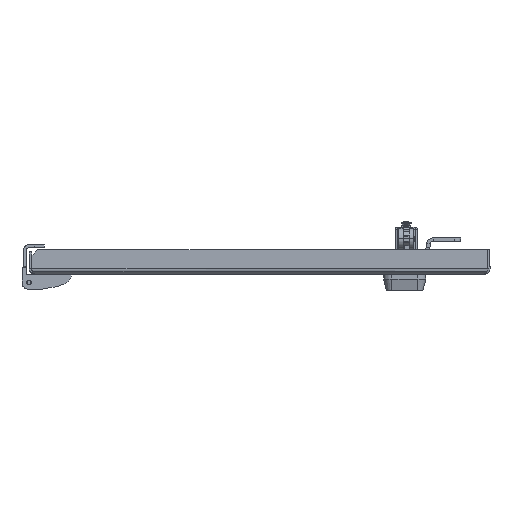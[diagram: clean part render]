
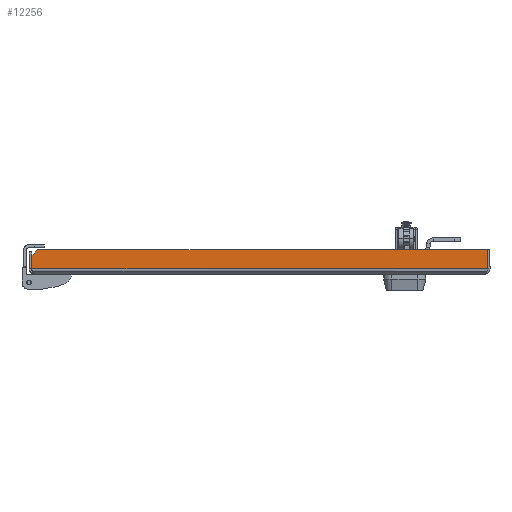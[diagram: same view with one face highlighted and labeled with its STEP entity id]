
A CAD part, left-side view. The second image highlights one B-rep face of the part: STEP entity #12256.
In plain terms, the highlighted planar face has unit normal (-1, 0, 0).
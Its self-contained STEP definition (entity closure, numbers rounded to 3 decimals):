
#189 = CARTESIAN_POINT ( 'NONE',  ( 0., -7.141, 19. ) ) ;
#234 = ORIENTED_EDGE ( 'NONE', *, *, #8357, .F. ) ;
#822 = LINE ( 'NONE', #1000, #7598 ) ;
#1000 = CARTESIAN_POINT ( 'NONE',  ( 0., 0., 19. ) ) ;
#1304 = EDGE_CURVE ( 'NONE', #14029, #18029, #822, .T. ) ;
#1489 = EDGE_LOOP ( 'NONE', ( #12908, #5223, #234, #3958, #13348 ) ) ;
#2384 = LINE ( 'NONE', #17171, #12418 ) ;
#3026 = CARTESIAN_POINT ( 'NONE',  ( 0., -389.359, 2.7 ) ) ;
#3258 = VERTEX_POINT ( 'NONE', #10026 ) ;
#3527 = VECTOR ( 'NONE', #18682, 1000. ) ;
#3958 = ORIENTED_EDGE ( 'NONE', *, *, #7036, .F. ) ;
#4160 = CARTESIAN_POINT ( 'NONE',  ( 0., -2.141, 2.7 ) ) ;
#4396 = EDGE_CURVE ( 'NONE', #19264, #14029, #13619, .T. ) ;
#4838 = VECTOR ( 'NONE', #10521, 1000. ) ;
#5095 = LINE ( 'NONE', #7940, #17400 ) ;
#5223 = ORIENTED_EDGE ( 'NONE', *, *, #10910, .T. ) ;
#6232 = FACE_OUTER_BOUND ( 'NONE', #1489, .T. ) ;
#6329 = CARTESIAN_POINT ( 'NONE',  ( 0., -389.359, 2.7 ) ) ;
#7036 = EDGE_CURVE ( 'NONE', #19264, #7573, #5095, .T. ) ;
#7573 = VERTEX_POINT ( 'NONE', #4160 ) ;
#7598 = VECTOR ( 'NONE', #9977, 1000. ) ;
#7607 = PLANE ( 'NONE',  #8600 ) ;
#7940 = CARTESIAN_POINT ( 'NONE',  ( 0., 0., 2.7 ) ) ;
#8357 = EDGE_CURVE ( 'NONE', #7573, #3258, #2384, .T. ) ;
#8600 = AXIS2_PLACEMENT_3D ( 'NONE', #13623, #16845, #16465 ) ;
#9447 = LINE ( 'NONE', #15571, #3527 ) ;
#9977 = DIRECTION ( 'NONE',  ( 0., 1., 0. ) ) ;
#10026 = CARTESIAN_POINT ( 'NONE',  ( 0., -2.141, 14. ) ) ;
#10195 = CARTESIAN_POINT ( 'NONE',  ( 0., -389.359, 19. ) ) ;
#10521 = DIRECTION ( 'NONE',  ( 0., 0., 1. ) ) ;
#10910 = EDGE_CURVE ( 'NONE', #18029, #3258, #9447, .T. ) ;
#11046 = DIRECTION ( 'NONE',  ( 0., 1., 0. ) ) ;
#12256 = ADVANCED_FACE ( 'NONE', ( #6232 ), #7607, .F. ) ;
#12418 = VECTOR ( 'NONE', #13957, 1000. ) ;
#12908 = ORIENTED_EDGE ( 'NONE', *, *, #1304, .T. ) ;
#13348 = ORIENTED_EDGE ( 'NONE', *, *, #4396, .T. ) ;
#13619 = LINE ( 'NONE', #3026, #4838 ) ;
#13623 = CARTESIAN_POINT ( 'NONE',  ( 0., 0., 0. ) ) ;
#13957 = DIRECTION ( 'NONE',  ( 0., 0., 1. ) ) ;
#14029 = VERTEX_POINT ( 'NONE', #10195 ) ;
#15571 = CARTESIAN_POINT ( 'NONE',  ( 0., -2.141, 14. ) ) ;
#16465 = DIRECTION ( 'NONE',  ( 0., 0., -1. ) ) ;
#16845 = DIRECTION ( 'NONE',  ( 1., 0., 0. ) ) ;
#17171 = CARTESIAN_POINT ( 'NONE',  ( 0., -2.141, 2.7 ) ) ;
#17400 = VECTOR ( 'NONE', #11046, 1000. ) ;
#18029 = VERTEX_POINT ( 'NONE', #189 ) ;
#18682 = DIRECTION ( 'NONE',  ( 0., 0.707, -0.707 ) ) ;
#19264 = VERTEX_POINT ( 'NONE', #6329 ) ;
